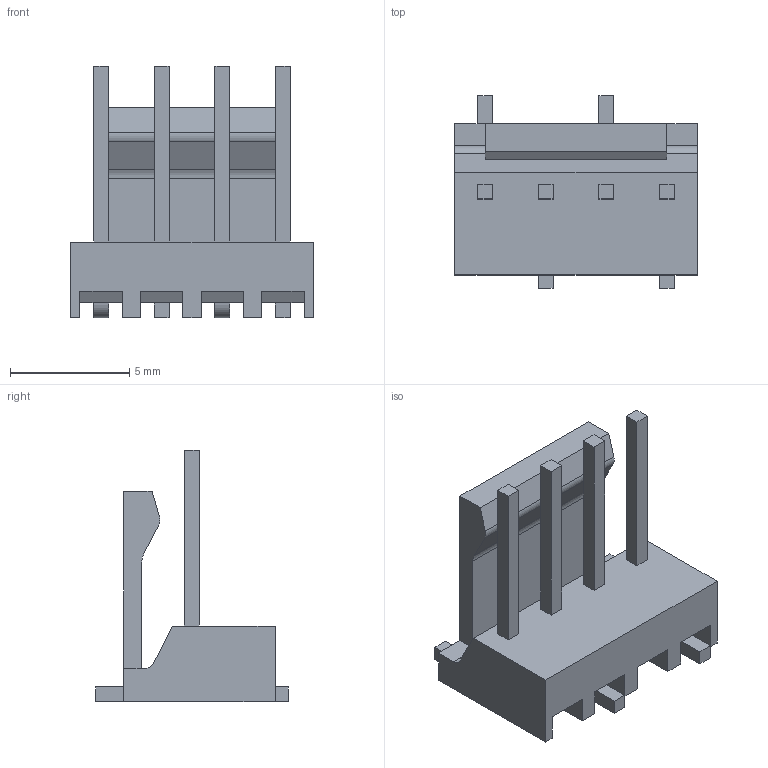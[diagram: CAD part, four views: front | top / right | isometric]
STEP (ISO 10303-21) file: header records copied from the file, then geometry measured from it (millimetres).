
FILE_DESCRIPTION(('FreeCAD Model'),'2;1');
FILE_NAME('3-647166-4.step', '2020-01-28T11:03:22',('Author'),(''), 'Open CASCADE STEP processor 7.3','FreeCAD','Unknown');
FILE_SCHEMA(('AUTOMOTIVE_DESIGN { 1 0 10303 214 1 1 1 1 }'));
Length unit declared in the file: millimetre
Products named in the file (1): C-3-647166-4
Bounding box: 10.16 x 8.08 x 10.54 mm (x, y, z)
Volume: 210.7 mm3; surface area: 494.6 mm2
Topology: 1 solids, 1 shells, 93 faces, 249 edges, 166 vertices
Faces by surface type: plane 86, cylinder 7
Entity records: 6124 total; most frequent: CARTESIAN_POINT 1025, DIRECTION 946, LINE 719, VECTOR 719, ORIENTED_EDGE 498, PCURVE 498, DEFINITIONAL_REPRESENTATION 498, EDGE_CURVE 249
